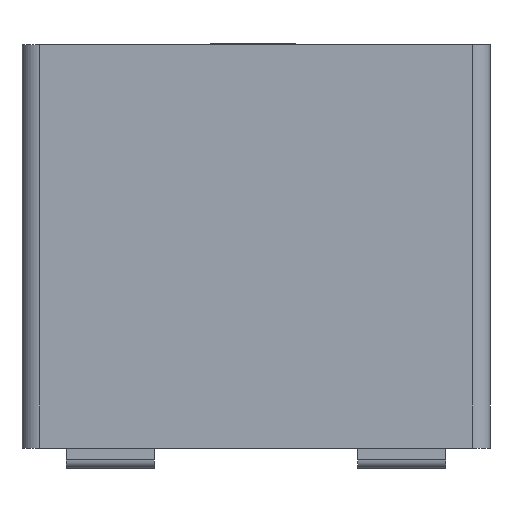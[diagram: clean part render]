
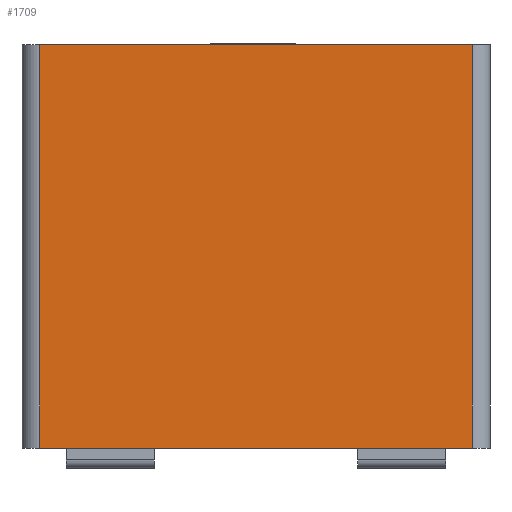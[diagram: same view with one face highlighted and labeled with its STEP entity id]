
A CAD part, front view. The second image highlights one B-rep face of the part: STEP entity #1709.
In plain terms, the highlighted planar face has unit normal (0, -1, 0).
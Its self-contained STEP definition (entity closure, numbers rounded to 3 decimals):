
#1709=ADVANCED_FACE('',(#2037),#1904,.T.);
#1904=PLANE('',#5319);
#2037=FACE_OUTER_BOUND('',#2252,.T.);
#2252=EDGE_LOOP('',(#2833,#2834,#2835,#2836));
#2833=ORIENTED_EDGE('',*,*,#4162,.F.);
#2834=ORIENTED_EDGE('',*,*,#4182,.T.);
#2835=ORIENTED_EDGE('',*,*,#4129,.T.);
#2836=ORIENTED_EDGE('',*,*,#4183,.T.);
#3712=VERTEX_POINT('',#7585);
#3713=VERTEX_POINT('',#7586);
#3745=VERTEX_POINT('',#7692);
#3746=VERTEX_POINT('',#7694);
#4129=EDGE_CURVE('',#3712,#3713,#4610,.T.);
#4162=EDGE_CURVE('',#3745,#3746,#4628,.T.);
#4182=EDGE_CURVE('',#3745,#3712,#4645,.T.);
#4183=EDGE_CURVE('',#3713,#3746,#4646,.T.);
#4610=LINE('',#7584,#5002);
#4628=LINE('',#7693,#5020);
#4645=LINE('',#7732,#5037);
#4646=LINE('',#7733,#5038);
#5002=VECTOR('',#5711,1.);
#5020=VECTOR('',#5747,1.);
#5037=VECTOR('',#5774,1.);
#5038=VECTOR('',#5775,1.);
#5319=AXIS2_PLACEMENT_3D('',#7734,#5776,#5777);
#5711=DIRECTION('',(-1.,0.,0.));
#5747=DIRECTION('',(-1.,0.,0.));
#5774=DIRECTION('',(0.,0.,1.));
#5775=DIRECTION('',(0.,0.,-1.));
#5776=DIRECTION('',(0.,-1.,0.));
#5777=DIRECTION('',(0.,0.,1.));
#7584=CARTESIAN_POINT('',(2.65,-2.75,3.67));
#7585=CARTESIAN_POINT('',(2.45,-2.75,3.67));
#7586=CARTESIAN_POINT('',(-2.45,-2.75,3.67));
#7692=CARTESIAN_POINT('',(2.45,-2.75,-0.9));
#7693=CARTESIAN_POINT('',(2.65,-2.75,-0.9));
#7694=CARTESIAN_POINT('',(-2.45,-2.75,-0.9));
#7732=CARTESIAN_POINT('',(2.45,-2.75,3.67));
#7733=CARTESIAN_POINT('',(-2.45,-2.75,3.67));
#7734=CARTESIAN_POINT('',(2.65,-2.75,3.67));
